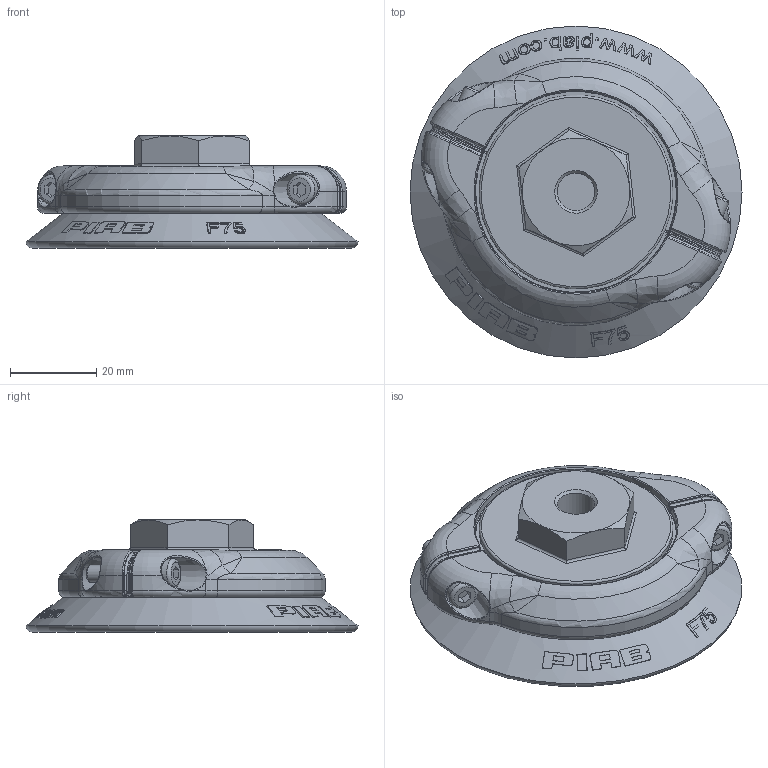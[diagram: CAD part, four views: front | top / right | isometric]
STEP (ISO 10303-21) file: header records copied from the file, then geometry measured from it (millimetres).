
FILE_DESCRIPTION( ( 'Unknown' ), '1' );
FILE_NAME( 'SE-0412579.stp', 'Unknown', ( 'Unknown' ), ( 'Unknown' ), 'PSStep 17.0.49', 'Unknown', ' ' );
FILE_SCHEMA( ( 'AUTOMOTIVE_DESIGN { 1 0 10303 214 1 1 1 1 }' ) );
Length unit declared in the file: millimetre
Products named in the file (8): 0100548; 0103009; 0102943; 0102943-oa0; 0102995; 3150215; Assem1; SE-0412574
Assembly tree (8 placements, depth 3):
  Assem1
    SE-0412574
    0100548
      0103009
      0102943
      0102943-oa0
      0102995  x2
      3150215
Bounding box: 77 x 77 x 26 mm (x, y, z)
Volume: 63683.5 mm3; surface area: 31399.5 mm2
Topology: 7 solids, 7 shells, 739 faces, 1788 edges, 1086 vertices
Faces by surface type: plane 246, cylinder 156, bspline 94, torus 86, extrusion 84, cone 57, sphere 16
Full cylindrical faces by diameter (mm): 2.7 x2, 3.1 x2, 3.242 x4, 4 x2, 7 x2, 8.7 x1, 15 x1, 24 x1, 24.8 x1, 25 x1, 34.8 x1, 45 x2, 50 x2, 55 x1, 57 x1
Entity records: 40805 total; most frequent: CARTESIAN_POINT 22478, ORIENTED_EDGE 3286, DIRECTION 2605, EDGE_CURVE 1643, VERTEX_POINT 1042, AXIS2_PLACEMENT_3D 1021, EDGE_LOOP 843, B_SPLINE_CURVE_WITH_KNOTS 782
